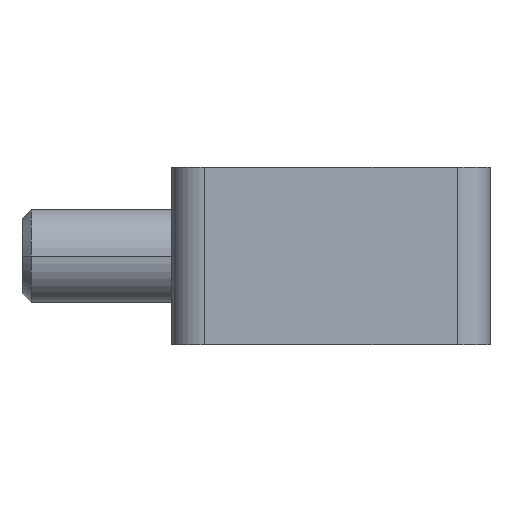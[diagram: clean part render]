
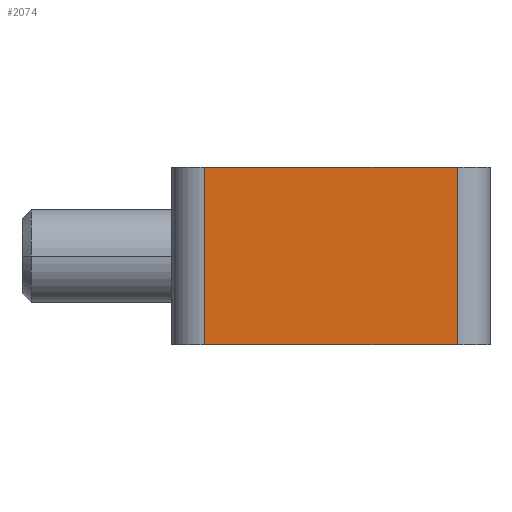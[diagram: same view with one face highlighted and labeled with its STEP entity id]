
A CAD part, left-side view. The second image highlights one B-rep face of the part: STEP entity #2074.
In plain terms, the highlighted planar face has unit normal (-1, 0, 0).
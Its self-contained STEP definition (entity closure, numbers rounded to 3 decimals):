
#2061=AXIS2_PLACEMENT_3D('Plane Axis2P3D',#2058,#2059,#2060) ;
#1698=CARTESIAN_POINT('Vertex',(-46.5,43.,113.5)) ;
#1701=CARTESIAN_POINT('Line Origine',(-46.5,29.5,113.5)) ;
#1705=CARTESIAN_POINT('Vertex',(-46.5,16.,113.5)) ;
#1887=CARTESIAN_POINT('Vertex',(-46.5,16.,94.5)) ;
#1890=CARTESIAN_POINT('Line Origine',(-46.5,29.5,94.5)) ;
#1894=CARTESIAN_POINT('Vertex',(-46.5,43.,94.5)) ;
#2039=CARTESIAN_POINT('Line Origine',(-46.5,43.,104.)) ;
#2058=CARTESIAN_POINT('Axis2P3D Location',(-46.5,43.,0.)) ;
#2063=CARTESIAN_POINT('Line Origine',(-46.5,16.,104.)) ;
#1702=DIRECTION('Vector Direction',(0.,-1.,0.)) ;
#1891=DIRECTION('Vector Direction',(0.,-1.,0.)) ;
#2040=DIRECTION('Vector Direction',(0.,0.,1.)) ;
#2059=DIRECTION('Axis2P3D Direction',(-1.,0.,0.)) ;
#2060=DIRECTION('Axis2P3D XDirection',(0.,-1.,0.)) ;
#2064=DIRECTION('Vector Direction',(0.,0.,1.)) ;
#1703=VECTOR('Line Direction',#1702,1.) ;
#1892=VECTOR('Line Direction',#1891,1.) ;
#2041=VECTOR('Line Direction',#2040,1.) ;
#2065=VECTOR('Line Direction',#2064,1.) ;
#2069=ORIENTED_EDGE('',*,*,#2043,.F.) ;
#2070=ORIENTED_EDGE('',*,*,#1896,.T.) ;
#2071=ORIENTED_EDGE('',*,*,#2067,.T.) ;
#2072=ORIENTED_EDGE('',*,*,#1707,.F.) ;
#2074=ADVANCED_FACE('Terminali anteriori per cavi FCCu superiori',(#2073),#2062,.T.) ;
#1707=EDGE_CURVE('',#1699,#1706,#1704,.T.) ;
#1896=EDGE_CURVE('',#1895,#1888,#1893,.T.) ;
#2043=EDGE_CURVE('',#1895,#1699,#2042,.T.) ;
#2067=EDGE_CURVE('',#1888,#1706,#2066,.T.) ;
#2068=EDGE_LOOP('',(#2069,#2070,#2071,#2072)) ;
#2073=FACE_OUTER_BOUND('',#2068,.T.) ;
#1704=LINE('Line',#1701,#1703) ;
#1893=LINE('Line',#1890,#1892) ;
#2042=LINE('Line',#2039,#2041) ;
#2066=LINE('Line',#2063,#2065) ;
#2062=PLANE('',#2061) ;
#1699=VERTEX_POINT('',#1698) ;
#1706=VERTEX_POINT('',#1705) ;
#1888=VERTEX_POINT('',#1887) ;
#1895=VERTEX_POINT('',#1894) ;
